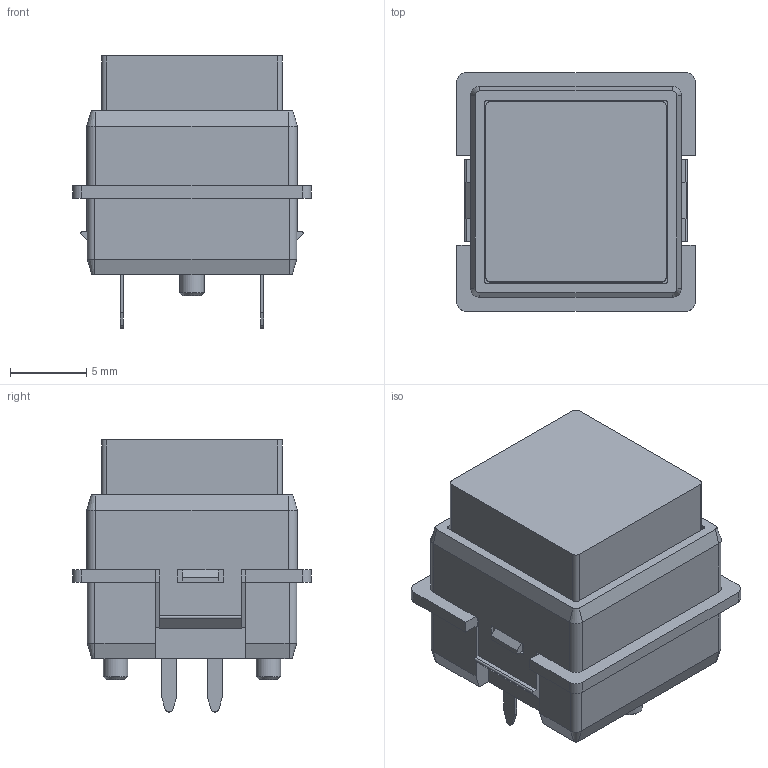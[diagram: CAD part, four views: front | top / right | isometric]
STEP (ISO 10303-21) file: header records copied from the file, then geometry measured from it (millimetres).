
FILE_DESCRIPTION(/* description */ (''),/* implementation_level */ '2;1');
FILE_NAME(/* name */ 'B3K-T13L.step',/* time_stamp */ '2022-06-27T22:48:50+02:00',/* author */ (''),/* organization */ (''),/* preprocessor_version */ 'ST-DEVELOPER v19',/* originating_system */ 'Autodesk Translation Framework v11.7.0.108',/* authorisation */ '');
FILE_SCHEMA (('AUTOMOTIVE_DESIGN { 1 0 10303 214 3 1 1 }'));
Length unit declared in the file: millimetre
Products named in the file (5): (Nicht gespeichert); Buttom; Mid; Push_bottom; Contact
Assembly tree (4 placements, depth 2):
  (Nicht gespeichert)
    Buttom
    Mid
    Push_bottom
    Contact
Bounding box: 15.6 x 15.6 x 17.8 mm (x, y, z)
Volume: 2354.5 mm3; surface area: 2193.7 mm2
Topology: 5 solids, 5 shells, 146 faces, 375 edges, 242 vertices
Faces by surface type: plane 105, cylinder 31, cone 10
Full cylindrical faces by diameter (mm): 1.6 x2, 4 x1
Entity records: 4569 total; most frequent: CARTESIAN_POINT 772, DIRECTION 759, ORIENTED_EDGE 750, EDGE_CURVE 375, LINE 301, VECTOR 301, VERTEX_POINT 242, AXIS2_PLACEMENT_3D 229
